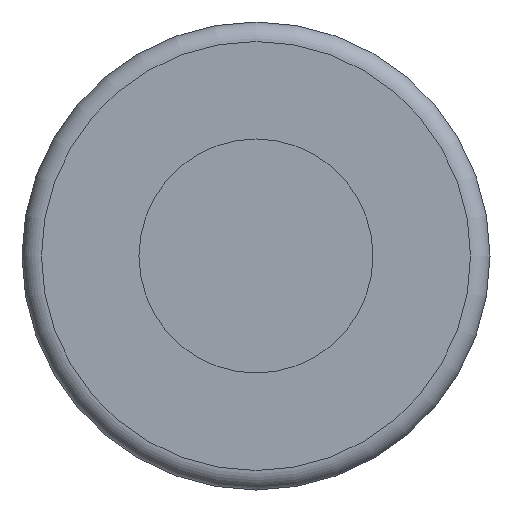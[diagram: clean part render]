
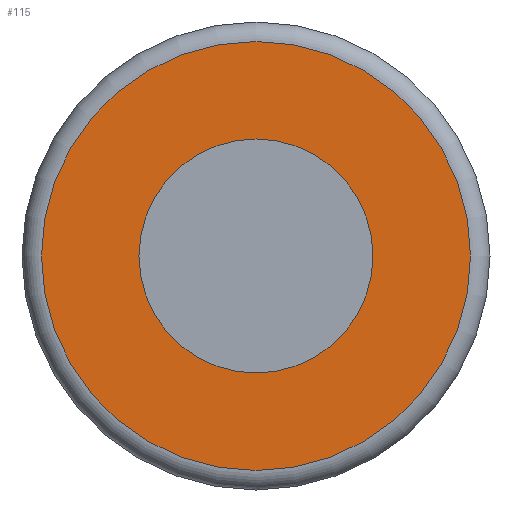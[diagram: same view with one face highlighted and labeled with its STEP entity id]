
A CAD part, front view. The second image highlights one B-rep face of the part: STEP entity #115.
In plain terms, the highlighted planar face has unit normal (0, -1, 0).
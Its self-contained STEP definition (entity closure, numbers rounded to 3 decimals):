
#18=FACE_BOUND('',#47,.T.);
#20=PLANE('',#145);
#36=FACE_OUTER_BOUND('',#46,.T.);
#46=EDGE_LOOP('',(#97));
#47=EDGE_LOOP('',(#98));
#57=CIRCLE('',#143,8.25);
#59=CIRCLE('',#146,4.5);
#66=VERTEX_POINT('',#211);
#67=VERTEX_POINT('',#215);
#76=EDGE_CURVE('',#66,#66,#57,.T.);
#78=EDGE_CURVE('',#67,#67,#59,.T.);
#97=ORIENTED_EDGE('',*,*,#76,.F.);
#98=ORIENTED_EDGE('',*,*,#78,.F.);
#115=ADVANCED_FACE('',(#36,#18),#20,.T.);
#143=AXIS2_PLACEMENT_3D('',#212,#174,#175);
#145=AXIS2_PLACEMENT_3D('',#214,#178,#179);
#146=AXIS2_PLACEMENT_3D('',#216,#180,#181);
#174=DIRECTION('center_axis',(0.,1.,0.));
#175=DIRECTION('ref_axis',(0.,0.,1.));
#178=DIRECTION('center_axis',(0.,-1.,0.));
#179=DIRECTION('ref_axis',(1.,0.,0.));
#180=DIRECTION('center_axis',(0.,-1.,0.));
#181=DIRECTION('ref_axis',(0.,0.,-1.));
#211=CARTESIAN_POINT('',(0.,0.,19.75));
#212=CARTESIAN_POINT('Origin',(0.,0.,11.5));
#214=CARTESIAN_POINT('Origin',(-30.,0.,0.));
#215=CARTESIAN_POINT('',(0.,0.,16.));
#216=CARTESIAN_POINT('Origin',(0.,0.,11.5));
